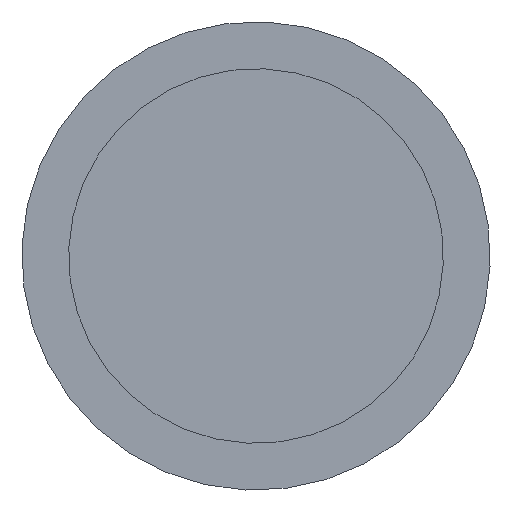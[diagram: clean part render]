
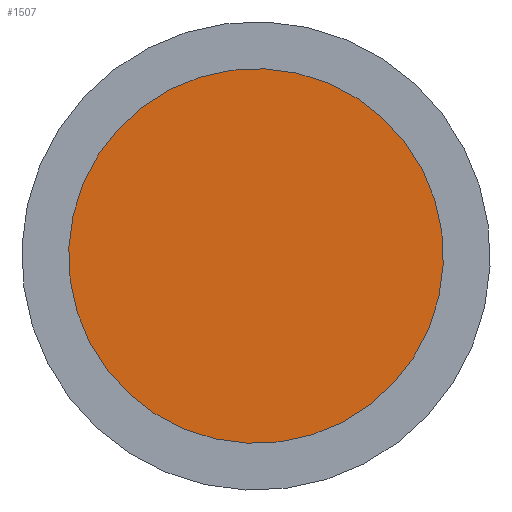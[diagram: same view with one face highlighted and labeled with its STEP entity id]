
A CAD part, front view. The second image highlights one B-rep face of the part: STEP entity #1507.
In plain terms, the highlighted planar face has unit normal (0, -1, 0).
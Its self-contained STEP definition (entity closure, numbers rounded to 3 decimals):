
#1484=CARTESIAN_POINT('',(-16.0,0.0,0.0));
#1485=VERTEX_POINT('',#1484);
#1486=CARTESIAN_POINT('',(0.0,0.0,0.0));
#1487=DIRECTION('',(0.0,-1.0,0.0));
#1488=DIRECTION('',(-1.0,0.0,0.0));
#1489=AXIS2_PLACEMENT_3D('',#1486,#1487,#1488);
#1490=CIRCLE('',#1489,16.0);
#1491=EDGE_CURVE('',#1485,#1485,#1490,.T.);
#1499=CARTESIAN_POINT('',(-8.0,0.0,0.0));
#1500=DIRECTION('',(0.0,-1.0,0.0));
#1501=DIRECTION('',(0.0,0.0,-1.0));
#1502=AXIS2_PLACEMENT_3D('',#1499,#1500,#1501);
#1503=PLANE('',#1502);
#1504=ORIENTED_EDGE('',*,*,#1491,.T.);
#1505=EDGE_LOOP('',(#1504));
#1506=FACE_OUTER_BOUND('',#1505,.T.);
#1507=ADVANCED_FACE('',(#1506),#1503,.T.);
